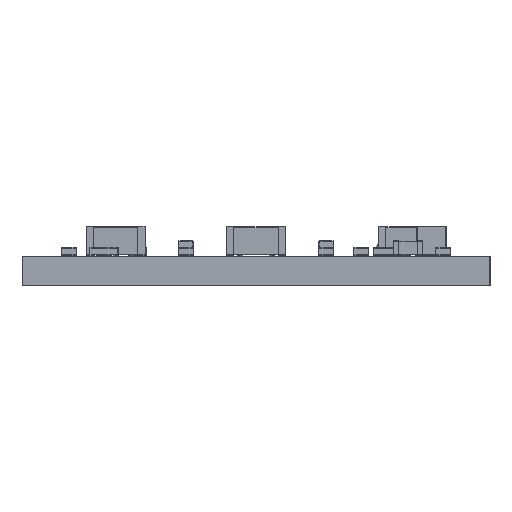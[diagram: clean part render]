
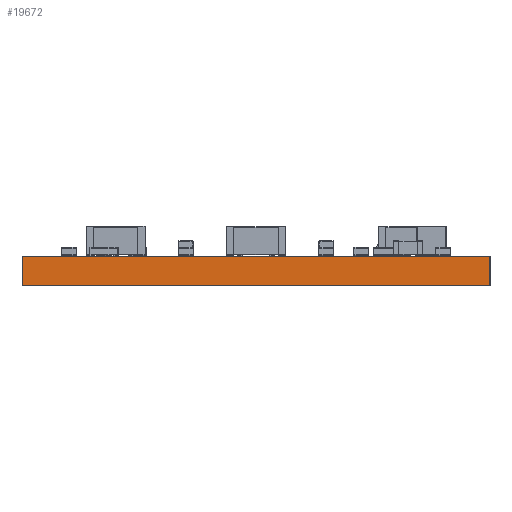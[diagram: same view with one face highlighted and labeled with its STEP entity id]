
A CAD part, left-side view. The second image highlights one B-rep face of the part: STEP entity #19672.
In plain terms, the highlighted planar face has unit normal (-1, 0, 0).
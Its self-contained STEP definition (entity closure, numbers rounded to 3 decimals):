
#19672 = ADVANCED_FACE('',(#19673),#19687,.T.);
#19673 = FACE_BOUND('',#19674,.T.);
#19674 = EDGE_LOOP('',(#19675,#19710,#19738,#19766));
#19675 = ORIENTED_EDGE('',*,*,#19676,.T.);
#19676 = EDGE_CURVE('',#19677,#19679,#19681,.T.);
#19677 = VERTEX_POINT('',#19678);
#19678 = CARTESIAN_POINT('',(99.06,-101.6,0.));
#19679 = VERTEX_POINT('',#19680);
#19680 = CARTESIAN_POINT('',(99.06,-101.6,1.6));
#19681 = SURFACE_CURVE('',#19682,(#19686,#19698),.PCURVE_S1.);
#19682 = LINE('',#19683,#19684);
#19683 = CARTESIAN_POINT('',(99.06,-101.6,0.));
#19684 = VECTOR('',#19685,1.);
#19685 = DIRECTION('',(0.,0.,1.));
#19686 = PCURVE('',#19687,#19692);
#19687 = PLANE('',#19688);
#19688 = AXIS2_PLACEMENT_3D('',#19689,#19690,#19691);
#19689 = CARTESIAN_POINT('',(99.06,-101.6,0.));
#19690 = DIRECTION('',(-1.,0.,0.));
#19691 = DIRECTION('',(0.,1.,0.));
#19692 = DEFINITIONAL_REPRESENTATION('',(#19693),#19697);
#19693 = LINE('',#19694,#19695);
#19694 = CARTESIAN_POINT('',(0.,0.));
#19695 = VECTOR('',#19696,1.);
#19696 = DIRECTION('',(0.,-1.));
#19697 = ( GEOMETRIC_REPRESENTATION_CONTEXT(2) 
PARAMETRIC_REPRESENTATION_CONTEXT() REPRESENTATION_CONTEXT('2D SPACE',''
  ) );
#19698 = PCURVE('',#19699,#19704);
#19699 = PLANE('',#19700);
#19700 = AXIS2_PLACEMENT_3D('',#19701,#19702,#19703);
#19701 = CARTESIAN_POINT('',(200.66,-101.6,0.));
#19702 = DIRECTION('',(0.,-1.,0.));
#19703 = DIRECTION('',(-1.,0.,0.));
#19704 = DEFINITIONAL_REPRESENTATION('',(#19705),#19709);
#19705 = LINE('',#19706,#19707);
#19706 = CARTESIAN_POINT('',(101.6,0.));
#19707 = VECTOR('',#19708,1.);
#19708 = DIRECTION('',(0.,-1.));
#19709 = ( GEOMETRIC_REPRESENTATION_CONTEXT(2) 
PARAMETRIC_REPRESENTATION_CONTEXT() REPRESENTATION_CONTEXT('2D SPACE',''
  ) );
#19710 = ORIENTED_EDGE('',*,*,#19711,.T.);
#19711 = EDGE_CURVE('',#19679,#19712,#19714,.T.);
#19712 = VERTEX_POINT('',#19713);
#19713 = CARTESIAN_POINT('',(99.06,-76.2,1.6));
#19714 = SURFACE_CURVE('',#19715,(#19719,#19726),.PCURVE_S1.);
#19715 = LINE('',#19716,#19717);
#19716 = CARTESIAN_POINT('',(99.06,-101.6,1.6));
#19717 = VECTOR('',#19718,1.);
#19718 = DIRECTION('',(0.,1.,0.));
#19719 = PCURVE('',#19687,#19720);
#19720 = DEFINITIONAL_REPRESENTATION('',(#19721),#19725);
#19721 = LINE('',#19722,#19723);
#19722 = CARTESIAN_POINT('',(0.,-1.6));
#19723 = VECTOR('',#19724,1.);
#19724 = DIRECTION('',(1.,0.));
#19725 = ( GEOMETRIC_REPRESENTATION_CONTEXT(2) 
PARAMETRIC_REPRESENTATION_CONTEXT() REPRESENTATION_CONTEXT('2D SPACE',''
  ) );
#19726 = PCURVE('',#19727,#19732);
#19727 = PLANE('',#19728);
#19728 = AXIS2_PLACEMENT_3D('',#19729,#19730,#19731);
#19729 = CARTESIAN_POINT('',(149.86,-88.9,1.6));
#19730 = DIRECTION('',(0.,0.,-1.));
#19731 = DIRECTION('',(-1.,0.,0.));
#19732 = DEFINITIONAL_REPRESENTATION('',(#19733),#19737);
#19733 = LINE('',#19734,#19735);
#19734 = CARTESIAN_POINT('',(50.8,-12.7));
#19735 = VECTOR('',#19736,1.);
#19736 = DIRECTION('',(0.,1.));
#19737 = ( GEOMETRIC_REPRESENTATION_CONTEXT(2) 
PARAMETRIC_REPRESENTATION_CONTEXT() REPRESENTATION_CONTEXT('2D SPACE',''
  ) );
#19738 = ORIENTED_EDGE('',*,*,#19739,.F.);
#19739 = EDGE_CURVE('',#19740,#19712,#19742,.T.);
#19740 = VERTEX_POINT('',#19741);
#19741 = CARTESIAN_POINT('',(99.06,-76.2,0.));
#19742 = SURFACE_CURVE('',#19743,(#19747,#19754),.PCURVE_S1.);
#19743 = LINE('',#19744,#19745);
#19744 = CARTESIAN_POINT('',(99.06,-76.2,0.));
#19745 = VECTOR('',#19746,1.);
#19746 = DIRECTION('',(0.,0.,1.));
#19747 = PCURVE('',#19687,#19748);
#19748 = DEFINITIONAL_REPRESENTATION('',(#19749),#19753);
#19749 = LINE('',#19750,#19751);
#19750 = CARTESIAN_POINT('',(25.4,0.));
#19751 = VECTOR('',#19752,1.);
#19752 = DIRECTION('',(0.,-1.));
#19753 = ( GEOMETRIC_REPRESENTATION_CONTEXT(2) 
PARAMETRIC_REPRESENTATION_CONTEXT() REPRESENTATION_CONTEXT('2D SPACE',''
  ) );
#19754 = PCURVE('',#19755,#19760);
#19755 = PLANE('',#19756);
#19756 = AXIS2_PLACEMENT_3D('',#19757,#19758,#19759);
#19757 = CARTESIAN_POINT('',(99.06,-76.2,0.));
#19758 = DIRECTION('',(0.,1.,0.));
#19759 = DIRECTION('',(1.,0.,0.));
#19760 = DEFINITIONAL_REPRESENTATION('',(#19761),#19765);
#19761 = LINE('',#19762,#19763);
#19762 = CARTESIAN_POINT('',(0.,0.));
#19763 = VECTOR('',#19764,1.);
#19764 = DIRECTION('',(0.,-1.));
#19765 = ( GEOMETRIC_REPRESENTATION_CONTEXT(2) 
PARAMETRIC_REPRESENTATION_CONTEXT() REPRESENTATION_CONTEXT('2D SPACE',''
  ) );
#19766 = ORIENTED_EDGE('',*,*,#19767,.F.);
#19767 = EDGE_CURVE('',#19677,#19740,#19768,.T.);
#19768 = SURFACE_CURVE('',#19769,(#19773,#19780),.PCURVE_S1.);
#19769 = LINE('',#19770,#19771);
#19770 = CARTESIAN_POINT('',(99.06,-101.6,0.));
#19771 = VECTOR('',#19772,1.);
#19772 = DIRECTION('',(0.,1.,0.));
#19773 = PCURVE('',#19687,#19774);
#19774 = DEFINITIONAL_REPRESENTATION('',(#19775),#19779);
#19775 = LINE('',#19776,#19777);
#19776 = CARTESIAN_POINT('',(0.,0.));
#19777 = VECTOR('',#19778,1.);
#19778 = DIRECTION('',(1.,0.));
#19779 = ( GEOMETRIC_REPRESENTATION_CONTEXT(2) 
PARAMETRIC_REPRESENTATION_CONTEXT() REPRESENTATION_CONTEXT('2D SPACE',''
  ) );
#19780 = PCURVE('',#19781,#19786);
#19781 = PLANE('',#19782);
#19782 = AXIS2_PLACEMENT_3D('',#19783,#19784,#19785);
#19783 = CARTESIAN_POINT('',(149.86,-88.9,0.));
#19784 = DIRECTION('',(0.,0.,-1.));
#19785 = DIRECTION('',(-1.,0.,0.));
#19786 = DEFINITIONAL_REPRESENTATION('',(#19787),#19791);
#19787 = LINE('',#19788,#19789);
#19788 = CARTESIAN_POINT('',(50.8,-12.7));
#19789 = VECTOR('',#19790,1.);
#19790 = DIRECTION('',(0.,1.));
#19791 = ( GEOMETRIC_REPRESENTATION_CONTEXT(2) 
PARAMETRIC_REPRESENTATION_CONTEXT() REPRESENTATION_CONTEXT('2D SPACE',''
  ) );
